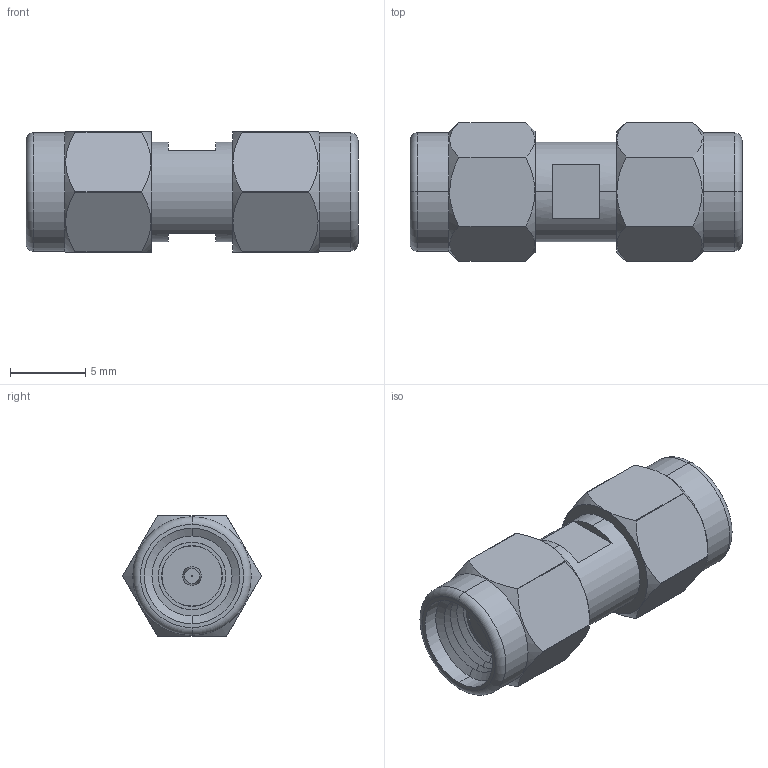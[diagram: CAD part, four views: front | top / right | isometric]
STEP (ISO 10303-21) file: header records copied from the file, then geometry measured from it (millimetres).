
FILE_DESCRIPTION (( 'STEP AP203' ), '1' );
FILE_NAME ('LCAD91259_3D.STEP', '2022-08-22T21:42:28', ( '' ), ( '' ), 'SwSTEP 2.0', 'SolidWorks 2021', '' );
FILE_SCHEMA (( 'CONFIG_CONTROL_DESIGN' ));
Length unit declared in the file: inch
Products named in the file (1): LCAD91259_3D
Bounding box: 22.1 x 9.22 x 8 mm (x, y, z)
Volume: 856.5 mm3; surface area: 2016.8 mm2
Topology: 9 solids, 9 shells, 163 faces, 356 edges, 217 vertices
Faces by surface type: cylinder 58, cone 58, plane 43, torus 4
Entity records: 4767 total; most frequent: CARTESIAN_POINT 1023, DIRECTION 834, ORIENTED_EDGE 708, EDGE_CURVE 354, AXIS2_PLACEMENT_3D 348, VERTEX_POINT 217, CIRCLE 184, EDGE_LOOP 183
